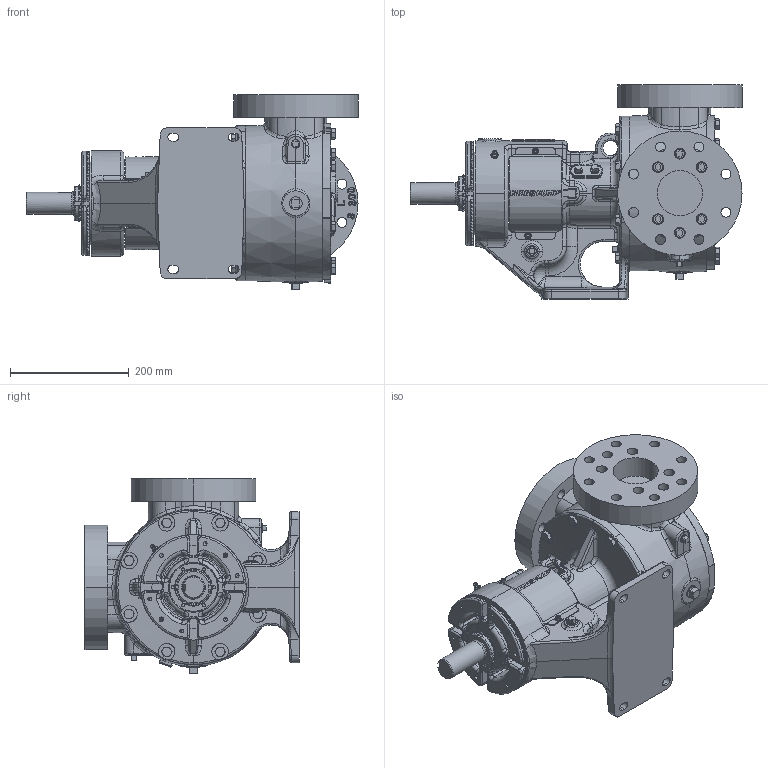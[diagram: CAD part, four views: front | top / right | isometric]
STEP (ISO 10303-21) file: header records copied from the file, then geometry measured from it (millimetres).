
FILE_DESCRIPTION (( 'STEP AP214' ), '1' );
FILE_NAME ('LV-4529.STEP', '2024-04-03T14:40:10', ( '' ), ( '' ), 'SwSTEP 2.0', 'SolidWorks 2022', '' );
FILE_SCHEMA (( 'AUTOMOTIVE_DESIGN' ));
Length unit declared in the file: inch
Products named in the file (1): LV-4529
Bounding box: 558.95 x 360.36 x 327.11 mm (x, y, z)
Volume: 15666933.2 mm3; surface area: 926587.2 mm2
Topology: 1 solids, 13 shells, 4476 faces, 11401 edges, 7147 vertices
Faces by surface type: plane 1506, bspline 1268, cylinder 968, cone 593, torus 83, sphere 58
Entity records: 251391 total; most frequent: CARTESIAN_POINT 96295, ORIENTED_EDGE 22664, DIRECTION 16328, EDGE_CURVE 11332, VERTEX_POINT 7144, AXIS2_PLACEMENT_3D 6174, EDGE_LOOP 4816, UNCERTAINTY_MEASURE_WITH_UNIT 4479
